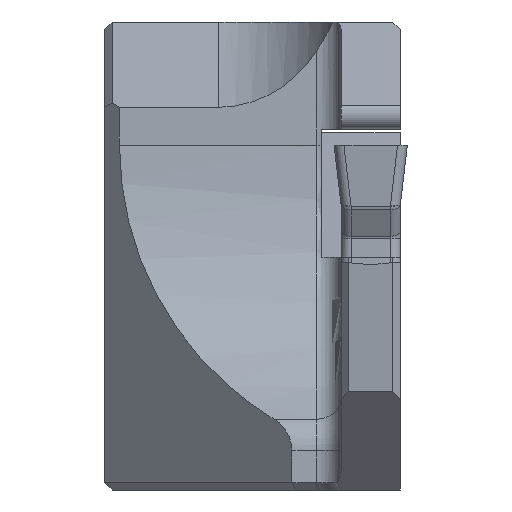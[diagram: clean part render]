
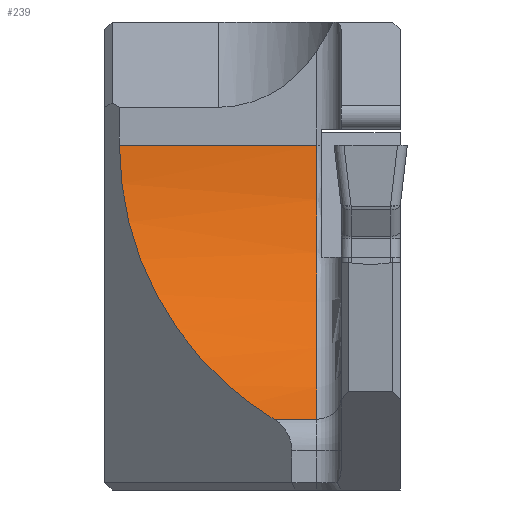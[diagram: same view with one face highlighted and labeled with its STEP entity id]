
A CAD part, left-side view. The second image highlights one B-rep face of the part: STEP entity #239.
In plain terms, the highlighted cylindrical face has radius 13 mm (diameter 26 mm), a partial arc.
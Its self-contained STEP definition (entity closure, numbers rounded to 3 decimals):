
#97=CYLINDRICAL_SURFACE('',#1785,13.);
#123=ELLIPSE('',#1783,18.385,13.);
#164=CIRCLE('',#1784,13.);
#239=ADVANCED_FACE('',(#382),#97,.F.);
#382=FACE_OUTER_BOUND('',#473,.T.);
#473=EDGE_LOOP('',(#851,#852,#853,#854));
#851=ORIENTED_EDGE('',*,*,#1316,.T.);
#852=ORIENTED_EDGE('',*,*,#1272,.F.);
#853=ORIENTED_EDGE('',*,*,#1317,.T.);
#854=ORIENTED_EDGE('',*,*,#1313,.T.);
#1079=VERTEX_POINT('',#2682);
#1080=VERTEX_POINT('',#2683);
#1103=VERTEX_POINT('',#2762);
#1104=VERTEX_POINT('',#2764);
#1272=EDGE_CURVE('',#1079,#1080,#1446,.T.);
#1313=EDGE_CURVE('',#1104,#1103,#1478,.T.);
#1316=EDGE_CURVE('',#1103,#1080,#123,.T.);
#1317=EDGE_CURVE('',#1079,#1104,#164,.T.);
#1446=LINE('',#2681,#1600);
#1478=LINE('',#2763,#1632);
#1600=VECTOR('',#2129,1.);
#1632=VECTOR('',#2203,1.);
#1783=AXIS2_PLACEMENT_3D('',#2769,#2209,#2210);
#1784=AXIS2_PLACEMENT_3D('',#2770,#2211,#2212);
#1785=AXIS2_PLACEMENT_3D('',#2771,#2213,#2214);
#2129=DIRECTION('',(0.,1.,0.));
#2203=DIRECTION('',(0.,1.,0.));
#2209=DIRECTION('',(-0.707,0.707,0.));
#2210=DIRECTION('',(-0.707,-0.707,0.));
#2211=DIRECTION('',(0.,-1.,0.));
#2212=DIRECTION('',(0.,0.,1.));
#2213=DIRECTION('',(0.,-1.,0.));
#2214=DIRECTION('',(0.,0.,-1.));
#2681=CARTESIAN_POINT('',(6.724,27.4,-11.126));
#2682=CARTESIAN_POINT('',(6.724,3.4,-11.126));
#2683=CARTESIAN_POINT('',(6.724,5.124,-11.126));
#2762=CARTESIAN_POINT('',(13.,11.4,0.));
#2763=CARTESIAN_POINT('',(13.,27.4,0.));
#2764=CARTESIAN_POINT('',(13.,3.4,0.));
#2769=CARTESIAN_POINT('',(0.,-1.6,0.));
#2770=CARTESIAN_POINT('',(0.,3.4,0.));
#2771=CARTESIAN_POINT('',(0.,27.4,0.));
